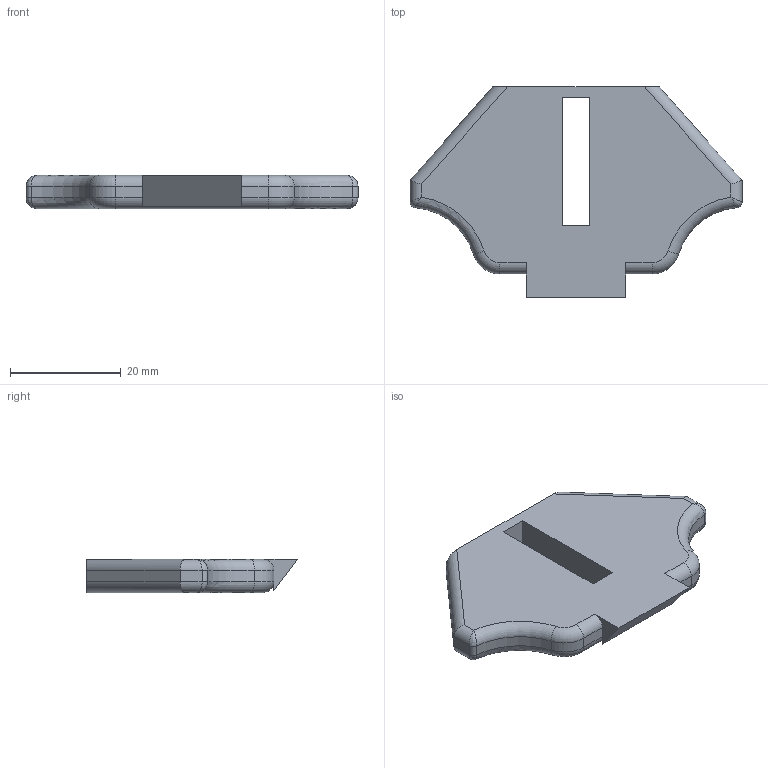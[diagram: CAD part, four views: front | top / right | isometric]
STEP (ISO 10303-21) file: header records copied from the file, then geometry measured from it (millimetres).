
FILE_DESCRIPTION(/* description */ (''),/* implementation_level */ '2;1');
FILE_NAME(/* name */ 'MagRelease.step',/* time_stamp */ '2019-01-14T18:21:58-06:00',/* author */ (''),/* organization */ (''),/* preprocessor_version */ 'ST-DEVELOPER v17.2',/* originating_system */ 'Autodesk Translation Framework v7.6.0.251',/* authorisation */ '');
FILE_SCHEMA (('AUTOMOTIVE_DESIGN { 1 0 10303 214 3 1 1 }'));
Length unit declared in the file: millimetre
Products named in the file (1): MagRelease
Bounding box: 60 x 38.09 x 6 mm (x, y, z)
Volume: 8528.9 mm3; surface area: 4168.4 mm2
Topology: 1 solids, 1 shells, 48 faces, 113 edges, 64 vertices
Faces by surface type: plane 18, cylinder 18, torus 8, bspline 4
Full cylindrical faces by diameter (mm): 4 x1
Entity records: 1637 total; most frequent: CARTESIAN_POINT 518, DIRECTION 231, ORIENTED_EDGE 218, EDGE_CURVE 109, AXIS2_PLACEMENT_3D 85, VERTEX_POINT 64, LINE 61, VECTOR 61
